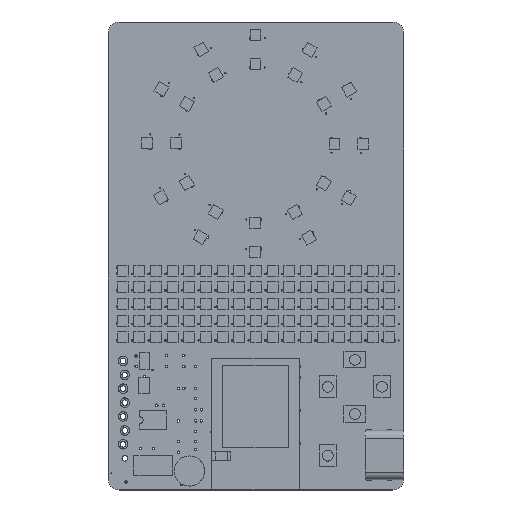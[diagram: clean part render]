
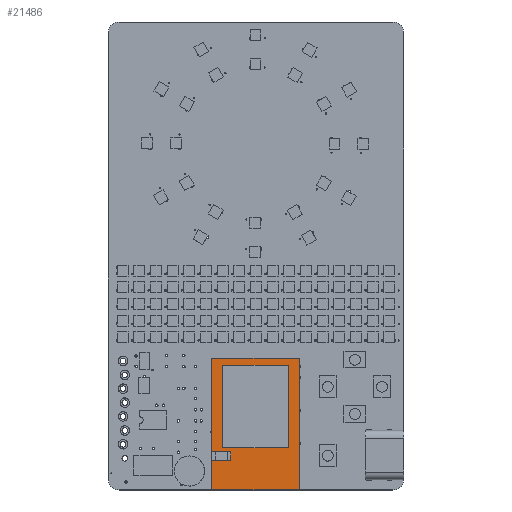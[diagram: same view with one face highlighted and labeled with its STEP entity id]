
A CAD part, top view. The second image highlights one B-rep face of the part: STEP entity #21486.
In plain terms, the highlighted planar face has unit normal (0, 0, 1).
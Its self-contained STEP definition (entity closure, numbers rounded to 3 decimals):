
#330=FACE_BOUND('',#3517,.T.);
#1312=PLANE('',#23205);
#2115=FACE_OUTER_BOUND('',#3516,.T.);
#3516=EDGE_LOOP('',(#18274,#18275,#18276,#18277,#18278,#18279,#18280,#18281));
#3517=EDGE_LOOP('',(#18282,#18283,#18284,#18285));
#5858=LINE('',#34658,#7991);
#5872=LINE('',#34687,#8005);
#5873=LINE('',#34689,#8006);
#5874=LINE('',#34691,#8007);
#5875=LINE('',#34693,#8008);
#5876=LINE('',#34695,#8009);
#5877=LINE('',#34697,#8010);
#5878=LINE('',#34698,#8011);
#5879=LINE('',#34701,#8012);
#5880=LINE('',#34703,#8013);
#5881=LINE('',#34705,#8014);
#5882=LINE('',#34706,#8015);
#7991=VECTOR('',#28218,10.);
#8005=VECTOR('',#28240,10.);
#8006=VECTOR('',#28241,10.);
#8007=VECTOR('',#28242,10.);
#8008=VECTOR('',#28243,10.);
#8009=VECTOR('',#28244,10.);
#8010=VECTOR('',#28245,10.);
#8011=VECTOR('',#28246,10.);
#8012=VECTOR('',#28247,10.);
#8013=VECTOR('',#28248,10.);
#8014=VECTOR('',#28249,10.);
#8015=VECTOR('',#28250,10.);
#10905=VERTEX_POINT('',#34656);
#10906=VERTEX_POINT('',#34657);
#10917=VERTEX_POINT('',#34686);
#10918=VERTEX_POINT('',#34688);
#10919=VERTEX_POINT('',#34690);
#10920=VERTEX_POINT('',#34692);
#10921=VERTEX_POINT('',#34694);
#10922=VERTEX_POINT('',#34696);
#10923=VERTEX_POINT('',#34699);
#10924=VERTEX_POINT('',#34700);
#10925=VERTEX_POINT('',#34702);
#10926=VERTEX_POINT('',#34704);
#13559=EDGE_CURVE('',#10905,#10906,#5858,.T.);
#13573=EDGE_CURVE('',#10906,#10917,#5872,.T.);
#13574=EDGE_CURVE('',#10917,#10918,#5873,.T.);
#13575=EDGE_CURVE('',#10918,#10919,#5874,.T.);
#13576=EDGE_CURVE('',#10919,#10920,#5875,.T.);
#13577=EDGE_CURVE('',#10920,#10921,#5876,.T.);
#13578=EDGE_CURVE('',#10921,#10922,#5877,.T.);
#13579=EDGE_CURVE('',#10922,#10905,#5878,.T.);
#13580=EDGE_CURVE('',#10923,#10924,#5879,.T.);
#13581=EDGE_CURVE('',#10925,#10923,#5880,.T.);
#13582=EDGE_CURVE('',#10926,#10925,#5881,.T.);
#13583=EDGE_CURVE('',#10924,#10926,#5882,.T.);
#18274=ORIENTED_EDGE('',*,*,#13573,.T.);
#18275=ORIENTED_EDGE('',*,*,#13574,.T.);
#18276=ORIENTED_EDGE('',*,*,#13575,.T.);
#18277=ORIENTED_EDGE('',*,*,#13576,.T.);
#18278=ORIENTED_EDGE('',*,*,#13577,.T.);
#18279=ORIENTED_EDGE('',*,*,#13578,.T.);
#18280=ORIENTED_EDGE('',*,*,#13579,.T.);
#18281=ORIENTED_EDGE('',*,*,#13559,.T.);
#18282=ORIENTED_EDGE('',*,*,#13580,.F.);
#18283=ORIENTED_EDGE('',*,*,#13581,.F.);
#18284=ORIENTED_EDGE('',*,*,#13582,.F.);
#18285=ORIENTED_EDGE('',*,*,#13583,.F.);
#21486=ADVANCED_FACE('',(#2115,#330),#1312,.T.);
#23205=AXIS2_PLACEMENT_3D('',#34685,#28238,#28239);
#28218=DIRECTION('',(0.,-1.,0.));
#28238=DIRECTION('center_axis',(0.,0.,1.));
#28239=DIRECTION('ref_axis',(1.,0.,0.));
#28240=DIRECTION('',(-1.,0.,0.));
#28241=DIRECTION('',(0.,-1.,0.));
#28242=DIRECTION('',(1.,0.,0.));
#28243=DIRECTION('',(0.,1.,0.));
#28244=DIRECTION('',(-1.,0.,0.));
#28245=DIRECTION('',(0.,-1.,0.));
#28246=DIRECTION('',(1.,0.,0.));
#28247=DIRECTION('',(1.,0.,0.));
#28248=DIRECTION('',(0.,-1.,0.));
#28249=DIRECTION('',(-1.,0.,0.));
#28250=DIRECTION('',(0.,1.,0.));
#34656=CARTESIAN_POINT('',(22.426,-78.693,0.8));
#34657=CARTESIAN_POINT('',(22.426,-80.193,0.8));
#34658=CARTESIAN_POINT('',(22.426,-76.893,0.8));
#34685=CARTESIAN_POINT('Origin',(26.926,-73.593,0.8));
#34686=CARTESIAN_POINT('',(18.926,-80.193,0.8));
#34687=CARTESIAN_POINT('',(24.351,-80.193,0.8));
#34688=CARTESIAN_POINT('',(18.926,-85.593,0.8));
#34689=CARTESIAN_POINT('',(18.926,-85.593,0.8));
#34690=CARTESIAN_POINT('',(34.926,-85.593,0.8));
#34691=CARTESIAN_POINT('',(34.926,-85.593,0.8));
#34692=CARTESIAN_POINT('',(34.926,-61.593,0.8));
#34693=CARTESIAN_POINT('',(34.926,-61.593,0.8));
#34694=CARTESIAN_POINT('',(18.926,-61.593,0.8));
#34695=CARTESIAN_POINT('',(18.926,-61.593,0.8));
#34696=CARTESIAN_POINT('',(18.926,-78.693,0.8));
#34697=CARTESIAN_POINT('',(18.926,-85.593,0.8));
#34698=CARTESIAN_POINT('',(23.251,-78.693,0.8));
#34699=CARTESIAN_POINT('',(20.926,-77.893,0.8));
#34700=CARTESIAN_POINT('',(32.926,-77.893,0.8));
#34701=CARTESIAN_POINT('',(23.926,-77.893,0.8));
#34702=CARTESIAN_POINT('',(20.926,-62.893,0.8));
#34703=CARTESIAN_POINT('',(20.926,-68.243,0.8));
#34704=CARTESIAN_POINT('',(32.926,-62.893,0.8));
#34705=CARTESIAN_POINT('',(29.926,-62.893,0.8));
#34706=CARTESIAN_POINT('',(32.926,-75.093,0.8));
